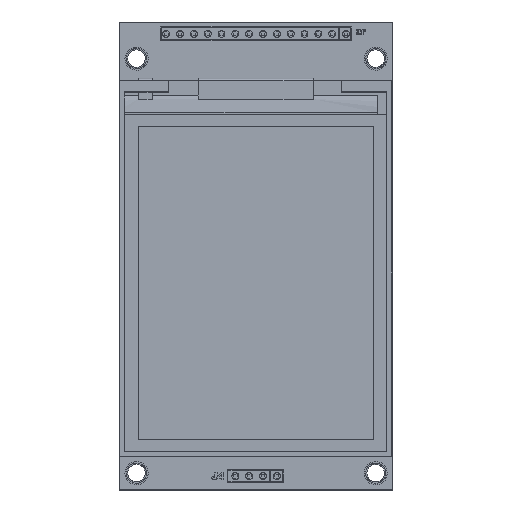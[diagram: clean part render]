
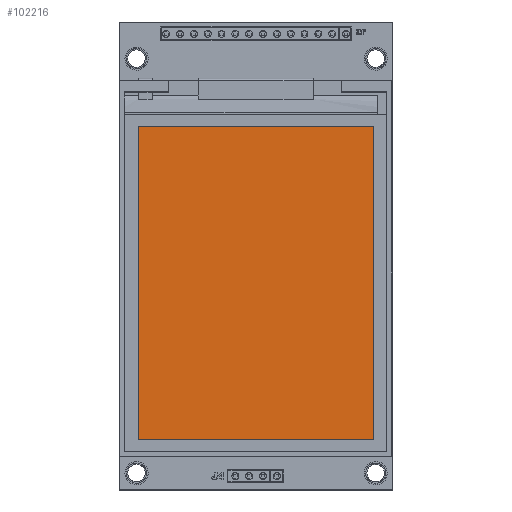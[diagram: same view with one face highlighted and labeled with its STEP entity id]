
A CAD part, top view. The second image highlights one B-rep face of the part: STEP entity #102216.
In plain terms, the highlighted free-form (B-spline) face has degree [1, 1] with [2, 2] control points.
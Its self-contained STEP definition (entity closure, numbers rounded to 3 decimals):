
#102134 = VERTEX_POINT('',#102135);
#102135 = CARTESIAN_POINT('',(-21.582,23.743,
    3.836));
#102140 = EDGE_CURVE('',#102134,#102141,#102143,.T.);
#102141 = VERTEX_POINT('',#102142);
#102142 = CARTESIAN_POINT('',(21.469,23.743,
    3.836));
#102143 = B_SPLINE_CURVE_WITH_KNOTS('',1,(#102144,#102145),
  .UNSPECIFIED.,.F.,.F.,(2,2),(0.,43.2),.PIECEWISE_BEZIER_KNOTS.);
#102144 = CARTESIAN_POINT('',(-21.582,23.743,
    3.836));
#102145 = CARTESIAN_POINT('',(21.469,23.743,
    3.836));
#102162 = EDGE_CURVE('',#102141,#102163,#102165,.T.);
#102163 = VERTEX_POINT('',#102164);
#102164 = CARTESIAN_POINT('',(21.469,-33.658,
    3.836));
#102165 = B_SPLINE_CURVE_WITH_KNOTS('',1,(#102166,#102167),
  .UNSPECIFIED.,.F.,.F.,(2,2),(0.,57.6),.PIECEWISE_BEZIER_KNOTS.);
#102166 = CARTESIAN_POINT('',(21.469,23.743,
    3.836));
#102167 = CARTESIAN_POINT('',(21.469,-33.658,
    3.836));
#102184 = EDGE_CURVE('',#102163,#102185,#102187,.T.);
#102185 = VERTEX_POINT('',#102186);
#102186 = CARTESIAN_POINT('',(-21.582,-33.658,
    3.836));
#102187 = B_SPLINE_CURVE_WITH_KNOTS('',1,(#102188,#102189),
  .UNSPECIFIED.,.F.,.F.,(2,2),(0.,43.2),.PIECEWISE_BEZIER_KNOTS.);
#102188 = CARTESIAN_POINT('',(21.469,-33.658,
    3.836));
#102189 = CARTESIAN_POINT('',(-21.582,-33.658,
    3.836));
#102206 = EDGE_CURVE('',#102185,#102134,#102207,.T.);
#102207 = B_SPLINE_CURVE_WITH_KNOTS('',1,(#102208,#102209),
  .UNSPECIFIED.,.F.,.F.,(2,2),(0.,57.6),.PIECEWISE_BEZIER_KNOTS.);
#102208 = CARTESIAN_POINT('',(-21.582,-33.658,
    3.836));
#102209 = CARTESIAN_POINT('',(-21.582,23.743,
    3.836));
#102216 = ADVANCED_FACE('',(#102217),#102223,.F.);
#102217 = FACE_BOUND('',#102218,.T.);
#102218 = EDGE_LOOP('',(#102219,#102220,#102221,#102222));
#102219 = ORIENTED_EDGE('',*,*,#102140,.F.);
#102220 = ORIENTED_EDGE('',*,*,#102206,.F.);
#102221 = ORIENTED_EDGE('',*,*,#102184,.F.);
#102222 = ORIENTED_EDGE('',*,*,#102162,.F.);
#102223 = B_SPLINE_SURFACE_WITH_KNOTS('',1,1,(
    (#102224,#102225)
    ,(#102226,#102227
    )),.UNSPECIFIED.,.F.,.F.,.F.,(2,2),(2,2),(-21.6,21.6),(-26.124,
    31.476),.PIECEWISE_BEZIER_KNOTS.);
#102224 = CARTESIAN_POINT('',(-21.582,23.743,
    3.836));
#102225 = CARTESIAN_POINT('',(-21.582,-33.658,
    3.836));
#102226 = CARTESIAN_POINT('',(21.469,23.743,
    3.836));
#102227 = CARTESIAN_POINT('',(21.469,-33.658,
    3.836));
